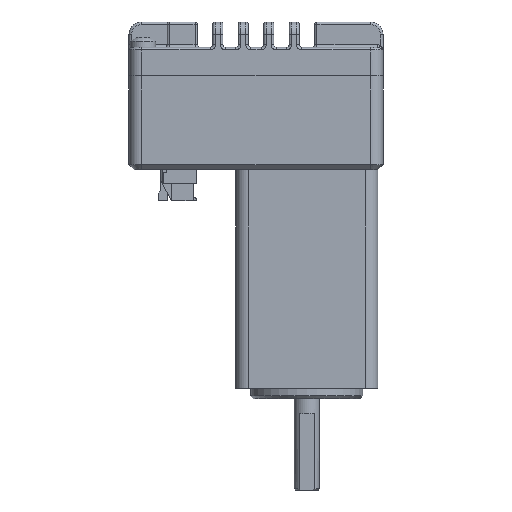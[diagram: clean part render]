
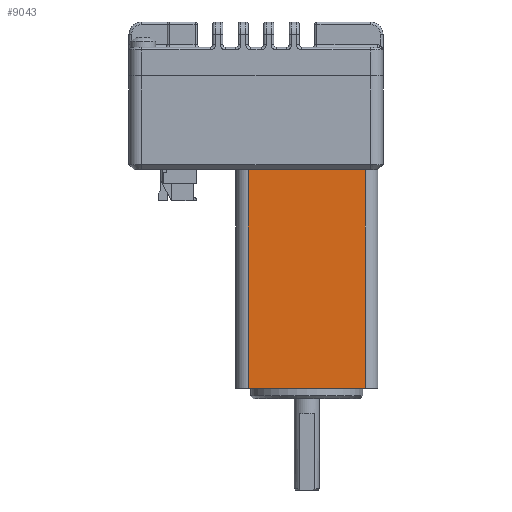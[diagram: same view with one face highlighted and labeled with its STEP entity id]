
A CAD part, left-side view. The second image highlights one B-rep face of the part: STEP entity #9043.
In plain terms, the highlighted planar face has unit normal (-1, 0, 0).
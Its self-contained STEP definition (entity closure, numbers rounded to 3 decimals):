
#1691 = CARTESIAN_POINT ( 'NONE',  ( -14., -14., 30. ) ) ;
#2686 = LINE ( 'NONE', #26220, #35489 ) ;
#2897 = VERTEX_POINT ( 'NONE', #15406 ) ;
#3069 = ORIENTED_EDGE ( 'NONE', *, *, #27487, .T. ) ;
#3338 = CARTESIAN_POINT ( 'NONE',  ( -14., -14., 30. ) ) ;
#4856 = VERTEX_POINT ( 'NONE', #32941 ) ;
#5710 = CARTESIAN_POINT ( 'NONE',  ( -14., 11.5, 30. ) ) ;
#6080 = ORIENTED_EDGE ( 'NONE', *, *, #6844, .F. ) ;
#6844 = EDGE_CURVE ( 'NONE', #34640, #2897, #12226, .T. ) ;
#8778 = AXIS2_PLACEMENT_3D ( 'NONE', #1691, #31563, #14199 ) ;
#8881 = DIRECTION ( 'NONE',  ( 0., 0., 1. ) ) ;
#9043 = ADVANCED_FACE ( 'NONE', ( #34088 ), #34655, .F. ) ;
#11567 = DIRECTION ( 'NONE',  ( 0., 1., 0. ) ) ;
#12226 = LINE ( 'NONE', #3338, #24715 ) ;
#13859 = EDGE_LOOP ( 'NONE', ( #17400, #3069, #6080, #20543 ) ) ;
#14199 = DIRECTION ( 'NONE',  ( 0., 0., -1. ) ) ;
#15406 = CARTESIAN_POINT ( 'NONE',  ( -14., -11.5, 30. ) ) ;
#17400 = ORIENTED_EDGE ( 'NONE', *, *, #31421, .F. ) ;
#17403 = VERTEX_POINT ( 'NONE', #36808 ) ;
#18725 = EDGE_CURVE ( 'NONE', #34640, #4856, #31977, .T. ) ;
#20543 = ORIENTED_EDGE ( 'NONE', *, *, #18725, .T. ) ;
#24226 = VECTOR ( 'NONE', #34673, 1000. ) ;
#24715 = VECTOR ( 'NONE', #26879, 1000. ) ;
#25810 = CARTESIAN_POINT ( 'NONE',  ( -14., 11.5, 30. ) ) ;
#26220 = CARTESIAN_POINT ( 'NONE',  ( -14., -14., -13. ) ) ;
#26879 = DIRECTION ( 'NONE',  ( 0., -1., 0. ) ) ;
#27487 = EDGE_CURVE ( 'NONE', #17403, #2897, #38193, .T. ) ;
#31421 = EDGE_CURVE ( 'NONE', #17403, #4856, #2686, .T. ) ;
#31563 = DIRECTION ( 'NONE',  ( 1., 0., 0. ) ) ;
#31977 = LINE ( 'NONE', #25810, #24226 ) ;
#32941 = CARTESIAN_POINT ( 'NONE',  ( -14., 11.5, -13. ) ) ;
#33491 = VECTOR ( 'NONE', #8881, 1000. ) ;
#34088 = FACE_OUTER_BOUND ( 'NONE', #13859, .T. ) ;
#34640 = VERTEX_POINT ( 'NONE', #5710 ) ;
#34655 = PLANE ( 'NONE',  #8778 ) ;
#34673 = DIRECTION ( 'NONE',  ( 0., 0., -1. ) ) ;
#35310 = CARTESIAN_POINT ( 'NONE',  ( -14., -11.5, 30. ) ) ;
#35489 = VECTOR ( 'NONE', #11567, 1000. ) ;
#36808 = CARTESIAN_POINT ( 'NONE',  ( -14., -11.5, -13. ) ) ;
#38193 = LINE ( 'NONE', #35310, #33491 ) ;
